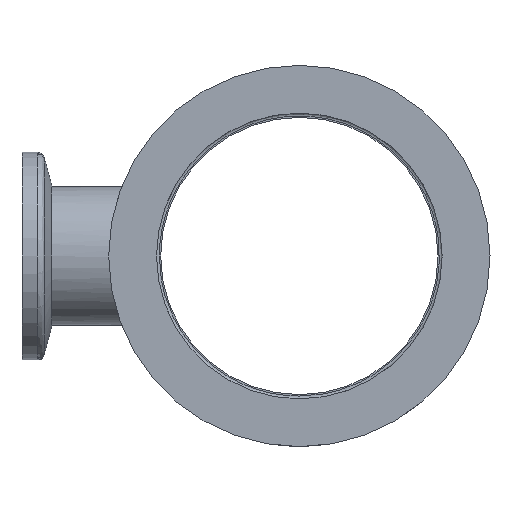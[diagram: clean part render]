
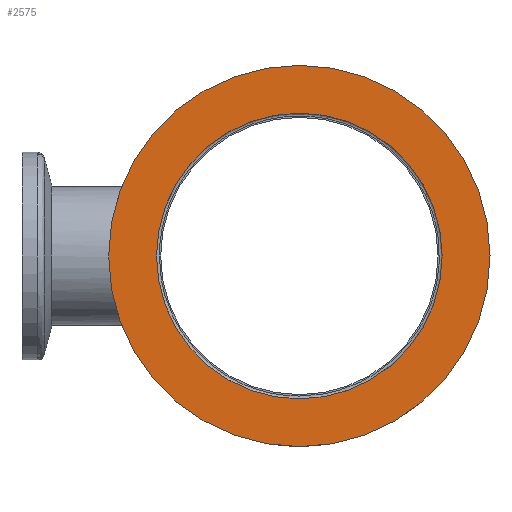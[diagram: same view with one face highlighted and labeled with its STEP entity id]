
A CAD part, left-side view. The second image highlights one B-rep face of the part: STEP entity #2575.
In plain terms, the highlighted face is planar.
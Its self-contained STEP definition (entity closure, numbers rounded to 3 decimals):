
#49 = CARTESIAN_POINT ( 'NONE',  ( 27.5, 4.3, 0. ) ) ;
#148 = CARTESIAN_POINT ( 'NONE',  ( 0., 4.3, 0. ) ) ;
#158 = CARTESIAN_POINT ( 'NONE',  ( 0., 4.3, 0. ) ) ;
#223 = CIRCLE ( 'NONE', #2573, 27.5 ) ;
#258 = CARTESIAN_POINT ( 'NONE',  ( 0., 4.3, -20.6 ) ) ;
#342 = DIRECTION ( 'NONE',  ( 0., 1., 0. ) ) ;
#868 = DIRECTION ( 'NONE',  ( 0., 0., 1. ) ) ;
#902 = ORIENTED_EDGE ( 'NONE', *, *, #1093, .T. ) ;
#961 = FACE_OUTER_BOUND ( 'NONE', #1678, .T. ) ;
#995 = VERTEX_POINT ( 'NONE', #1480 ) ;
#1093 = EDGE_CURVE ( 'NONE', #995, #995, #223, .T. ) ;
#1104 = EDGE_CURVE ( 'NONE', #2585, #2585, #2342, .T. ) ;
#1238 = AXIS2_PLACEMENT_3D ( 'NONE', #49, #1291, #868 ) ;
#1291 = DIRECTION ( 'NONE',  ( 0., 1., 0. ) ) ;
#1480 = CARTESIAN_POINT ( 'NONE',  ( 0., 4.3, -27.5 ) ) ;
#1640 = FACE_BOUND ( 'NONE', #1969, .T. ) ;
#1678 = EDGE_LOOP ( 'NONE', ( #902 ) ) ;
#1767 = DIRECTION ( 'NONE',  ( 0., -1., 0. ) ) ;
#1909 = ORIENTED_EDGE ( 'NONE', *, *, #1104, .T. ) ;
#1969 = EDGE_LOOP ( 'NONE', ( #1909 ) ) ;
#1980 = DIRECTION ( 'NONE',  ( 0., 0., -1. ) ) ;
#1989 = DIRECTION ( 'NONE',  ( 0., 0., -1. ) ) ;
#2110 = PLANE ( 'NONE',  #1238 ) ;
#2342 = CIRCLE ( 'NONE', #2491, 20.6 ) ;
#2491 = AXIS2_PLACEMENT_3D ( 'NONE', #158, #1767, #1980 ) ;
#2573 = AXIS2_PLACEMENT_3D ( 'NONE', #148, #342, #1989 ) ;
#2575 = ADVANCED_FACE ( 'NONE', ( #1640, #961 ), #2110, .T. ) ;
#2585 = VERTEX_POINT ( 'NONE', #258 ) ;
